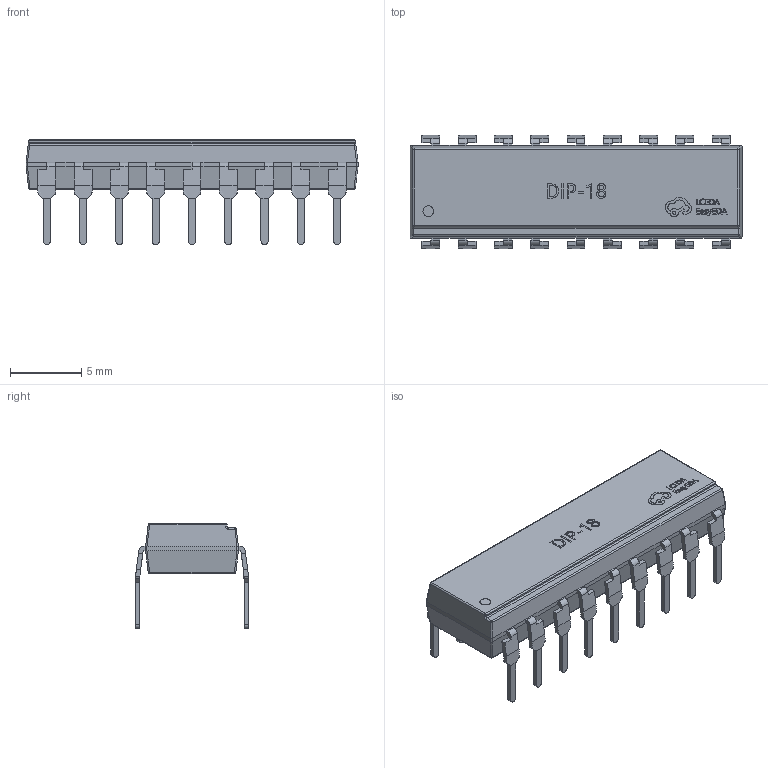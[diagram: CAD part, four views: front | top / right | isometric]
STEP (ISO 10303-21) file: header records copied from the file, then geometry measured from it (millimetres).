
FILE_DESCRIPTION (( 'STEP AP214' ), '1' );
FILE_NAME ('DIP-18_L23.0-W6.5-H3.5-LS7.62-P2.54.step', '2022-06-21T13:59:43', ( '' ), ( '' ), 'SwSTEP 2.0', 'SolidWorks 2020', '' );
FILE_SCHEMA (( 'AUTOMOTIVE_DESIGN' ));
Length unit declared in the file: millimetre
Products named in the file (1): DIP-18_L23.0-W6.5-H3.5-LS7.62-P2.54
Bounding box: 23.24 x 7.92 x 7.36 mm (x, y, z)
Volume: 529.3 mm3; surface area: 704.9 mm2
Topology: 1 solids, 1 shells, 889 faces, 2302 edges, 1450 vertices
Faces by surface type: plane 567, cylinder 172, bspline 140, sphere 10
Entity records: 39231 total; most frequent: CARTESIAN_POINT 9036, ORIENTED_EDGE 4600, DIRECTION 3602, EDGE_CURVE 2300, VECTOR 1594, LINE 1594, VERTEX_POINT 1450, AXIS2_PLACEMENT_3D 1004
